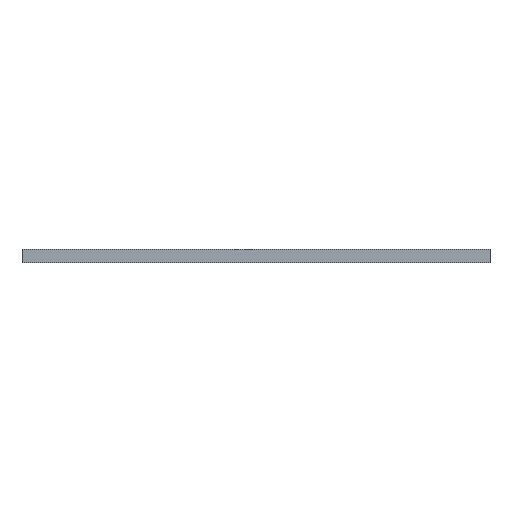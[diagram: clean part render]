
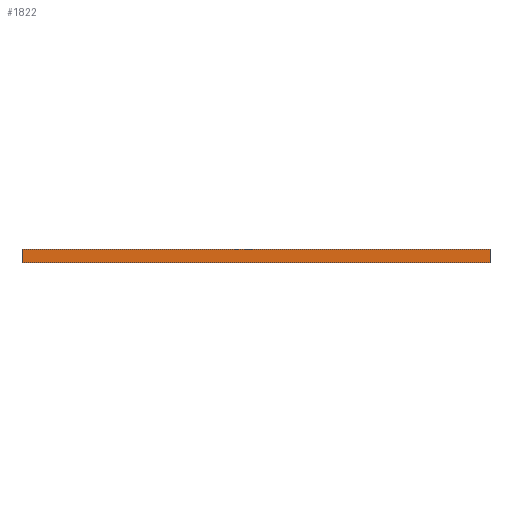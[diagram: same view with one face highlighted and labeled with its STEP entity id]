
A CAD part, left-side view. The second image highlights one B-rep face of the part: STEP entity #1822.
In plain terms, the highlighted planar face has unit normal (-1, 0, 0).
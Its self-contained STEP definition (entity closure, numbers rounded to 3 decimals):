
#97=PLANE('',#1999);
#186=FACE_OUTER_BOUND('',#287,.T.);
#287=EDGE_LOOP('',(#1486,#1487,#1488,#1489));
#470=LINE('',#2941,#651);
#471=LINE('',#2944,#652);
#472=LINE('',#2946,#653);
#473=LINE('',#2947,#654);
#651=VECTOR('',#2436,10.);
#652=VECTOR('',#2439,10.);
#653=VECTOR('',#2440,10.);
#654=VECTOR('',#2441,10.);
#913=VERTEX_POINT('',#2937);
#914=VERTEX_POINT('',#2939);
#915=VERTEX_POINT('',#2943);
#916=VERTEX_POINT('',#2945);
#1148=EDGE_CURVE('',#913,#914,#470,.T.);
#1149=EDGE_CURVE('',#915,#913,#471,.T.);
#1150=EDGE_CURVE('',#916,#914,#472,.T.);
#1151=EDGE_CURVE('',#915,#916,#473,.T.);
#1486=ORIENTED_EDGE('',*,*,#1149,.T.);
#1487=ORIENTED_EDGE('',*,*,#1148,.T.);
#1488=ORIENTED_EDGE('',*,*,#1150,.F.);
#1489=ORIENTED_EDGE('',*,*,#1151,.F.);
#1822=ADVANCED_FACE('',(#186),#97,.T.);
#1999=AXIS2_PLACEMENT_3D('',#2942,#2437,#2438);
#2436=DIRECTION('',(0.,0.,1.));
#2437=DIRECTION('center_axis',(-1.,0.,0.));
#2438=DIRECTION('ref_axis',(0.,-1.,0.));
#2439=DIRECTION('',(0.,-1.,0.));
#2440=DIRECTION('',(0.,-1.,0.));
#2441=DIRECTION('',(0.,0.,1.));
#2937=CARTESIAN_POINT('',(65.173,-60.718,0.));
#2939=CARTESIAN_POINT('',(65.173,-60.718,5.));
#2941=CARTESIAN_POINT('',(65.173,-60.718,0.));
#2942=CARTESIAN_POINT('Origin',(65.173,106.482,0.));
#2943=CARTESIAN_POINT('',(65.173,106.482,0.));
#2944=CARTESIAN_POINT('',(65.173,106.482,0.));
#2945=CARTESIAN_POINT('',(65.173,106.482,5.));
#2946=CARTESIAN_POINT('',(65.173,106.482,5.));
#2947=CARTESIAN_POINT('',(65.173,106.482,0.));
